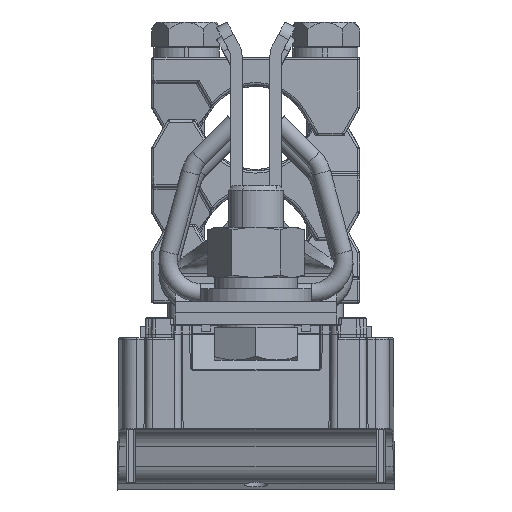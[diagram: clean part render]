
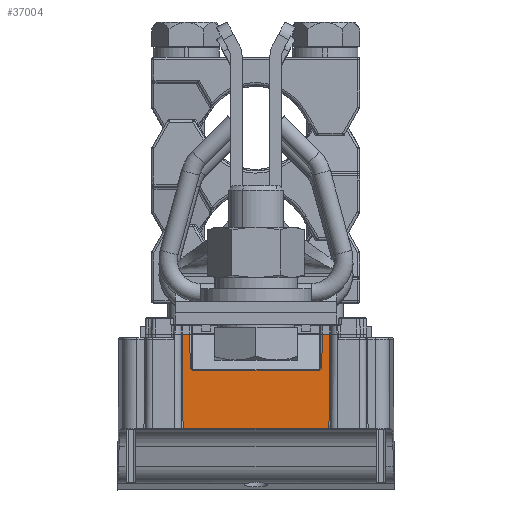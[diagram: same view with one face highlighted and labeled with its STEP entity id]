
A CAD part, top view. The second image highlights one B-rep face of the part: STEP entity #37004.
In plain terms, the highlighted face is planar.
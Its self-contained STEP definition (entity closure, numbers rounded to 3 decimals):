
#7427=CARTESIAN_POINT('',(15.895,-75.605,33.5));
#8026=DIRECTION('',(-1.,0.,0.));
#8027=VECTOR('',#8026,1.6);
#8028=CARTESIAN_POINT('',(15.895,-75.605,33.5));
#8029=LINE('',#8028,#8027);
#8040=DIRECTION('',(1.,0.,0.));
#8041=VECTOR('',#8040,1.6);
#8042=CARTESIAN_POINT('',(-15.895,-75.605,
33.5));
#8043=LINE('',#8042,#8041);
#8047=DIRECTION('',(0.006,-0.006,-1.));
#8048=VECTOR('',#8047,6.707);
#8049=CARTESIAN_POINT('',(-14.295,-75.605,
33.5));
#8050=LINE('',#8049,#8048);
#8054=DIRECTION('',(0.006,0.006,1.));
#8055=VECTOR('',#8054,6.707);
#8056=CARTESIAN_POINT('',(14.256,-75.644,26.793));
#8057=LINE('',#8056,#8055);
#8061=DIRECTION('',(-0.006,-0.006,-1.));
#8062=VECTOR('',#8061,20.501);
#8063=CARTESIAN_POINT('',(15.895,-75.605,33.5));
#8064=LINE('',#8063,#8062);
#8068=DIRECTION('',(-1.,0.,0.));
#8069=VECTOR('',#8068,31.551);
#8070=CARTESIAN_POINT('',(15.776,-75.724,13.));
#8071=LINE('',#8070,#8069);
#8075=DIRECTION('',(-0.006,0.006,1.));
#8076=VECTOR('',#8075,20.501);
#8077=CARTESIAN_POINT('',(-15.776,-75.724,
13.));
#8078=LINE('',#8077,#8076);
#8312=CARTESIAN_POINT('',(14.256,-75.644,26.793));
#8313=CARTESIAN_POINT('',(14.223,-75.646,26.51));
#8314=CARTESIAN_POINT('',(14.163,-75.648,26.071));
#8315=CARTESIAN_POINT('',(14.068,-75.649,26.003));
#8316=CARTESIAN_POINT('',(14.034,-75.649,25.905));
#8317=CARTESIAN_POINT('',(14.009,-75.65,25.873));
#8318=CARTESIAN_POINT('',(13.991,-75.65,25.847));
#8319=CARTESIAN_POINT('',(13.926,-75.65,25.777));
#8320=CARTESIAN_POINT('',(13.777,-75.651,25.665));
#8321=CARTESIAN_POINT('',(13.694,-75.651,25.653));
#8322=CARTESIAN_POINT('',(13.651,-75.651,25.654));
#8327=DIRECTION('',(-1.,0.,0.));
#8328=VECTOR('',#8327,27.302);
#8329=CARTESIAN_POINT('',(13.651,-75.651,25.654));
#8330=LINE('',#8329,#8328);
#8368=CARTESIAN_POINT('',(-13.651,-75.651,
25.654));
#8369=CARTESIAN_POINT('',(-13.695,-75.651,
25.652));
#8370=CARTESIAN_POINT('',(-13.778,-75.651,
25.665));
#8371=CARTESIAN_POINT('',(-13.921,-75.65,
25.774));
#8372=CARTESIAN_POINT('',(-13.994,-75.65,
25.853));
#8373=CARTESIAN_POINT('',(-14.011,-75.65,
25.879));
#8374=CARTESIAN_POINT('',(-14.039,-75.649,
25.904));
#8375=CARTESIAN_POINT('',(-14.067,-75.649,
26.005));
#8376=CARTESIAN_POINT('',(-14.165,-75.648,
26.076));
#8377=CARTESIAN_POINT('',(-14.223,-75.646,
26.512));
#8378=CARTESIAN_POINT('',(-14.256,-75.644,
26.793));
#24876=VERTEX_POINT('',#7427);
#25018=CARTESIAN_POINT('',(14.295,-75.605,
33.5));
#25019=VERTEX_POINT('',#25018);
#25020=CARTESIAN_POINT('',(-15.895,-75.605,
33.5));
#25021=CARTESIAN_POINT('',(-14.295,-75.605,
33.5));
#25022=VERTEX_POINT('',#25020);
#25023=VERTEX_POINT('',#25021);
#25024=CARTESIAN_POINT('',(-14.256,-75.644,
26.793));
#25025=VERTEX_POINT('',#25024);
#25026=VERTEX_POINT('',#8368);
#25027=CARTESIAN_POINT('',(13.651,-75.651,
25.654));
#25028=VERTEX_POINT('',#25027);
#25029=VERTEX_POINT('',#8312);
#25030=CARTESIAN_POINT('',(15.776,-75.724,
13.));
#25031=VERTEX_POINT('',#25030);
#25032=CARTESIAN_POINT('',(-15.776,-75.724,
13.));
#25033=VERTEX_POINT('',#25032);
#36978=CARTESIAN_POINT('',(0.,-75.8,0.));
#36979=DIRECTION('',(0.,-1.,0.006));
#36980=DIRECTION('',(-1.,0.,0.));
#36981=AXIS2_PLACEMENT_3D('',#36978,#36979,#36980);
#36982=PLANE('',#36981);
#36984=ORIENTED_EDGE('',*,*,#36983,.T.);
#36986=ORIENTED_EDGE('',*,*,#36985,.T.);
#36988=ORIENTED_EDGE('',*,*,#36987,.F.);
#36990=ORIENTED_EDGE('',*,*,#36989,.F.);
#36992=ORIENTED_EDGE('',*,*,#36991,.F.);
#36994=ORIENTED_EDGE('',*,*,#36993,.T.);
#36995=ORIENTED_EDGE('',*,*,#36971,.F.);
#36997=ORIENTED_EDGE('',*,*,#36996,.T.);
#36999=ORIENTED_EDGE('',*,*,#36998,.T.);
#37001=ORIENTED_EDGE('',*,*,#37000,.T.);
#37002=EDGE_LOOP('',(#36984,#36986,#36988,#36990,#36992,#36994,#36995,#36997,
#36999,#37001));
#37003=FACE_OUTER_BOUND('',#37002,.F.);
#8323=B_SPLINE_CURVE_WITH_KNOTS('',3,(#8312,#8313,#8314,#8315,#8316,#8317,#8318,
#8319,#8320,#8321,#8322),.UNSPECIFIED.,.F.,.F.,(4,1,1,1,1,1,1,1,4),(0.,
0.125,0.25,0.375,0.5,0.625,0.75,0.875,1.),.UNSPECIFIED.);
#8379=B_SPLINE_CURVE_WITH_KNOTS('',3,(#8368,#8369,#8370,#8371,#8372,#8373,#8374,
#8375,#8376,#8377,#8378),.UNSPECIFIED.,.F.,.F.,(4,1,1,1,1,1,1,1,4),(0.,
0.125,0.25,0.375,0.5,0.625,0.75,0.875,1.),.UNSPECIFIED.);
#36971=EDGE_CURVE('',#24876,#25019,#8029,.T.);
#36983=EDGE_CURVE('',#25022,#25023,#8043,.T.);
#36985=EDGE_CURVE('',#25023,#25025,#8050,.T.);
#36987=EDGE_CURVE('',#25026,#25025,#8379,.T.);
#36989=EDGE_CURVE('',#25028,#25026,#8330,.T.);
#36991=EDGE_CURVE('',#25029,#25028,#8323,.T.);
#36993=EDGE_CURVE('',#25029,#25019,#8057,.T.);
#36996=EDGE_CURVE('',#24876,#25031,#8064,.T.);
#36998=EDGE_CURVE('',#25031,#25033,#8071,.T.);
#37000=EDGE_CURVE('',#25033,#25022,#8078,.T.);
#37004=ADVANCED_FACE('',(#37003),#36982,.T.);
